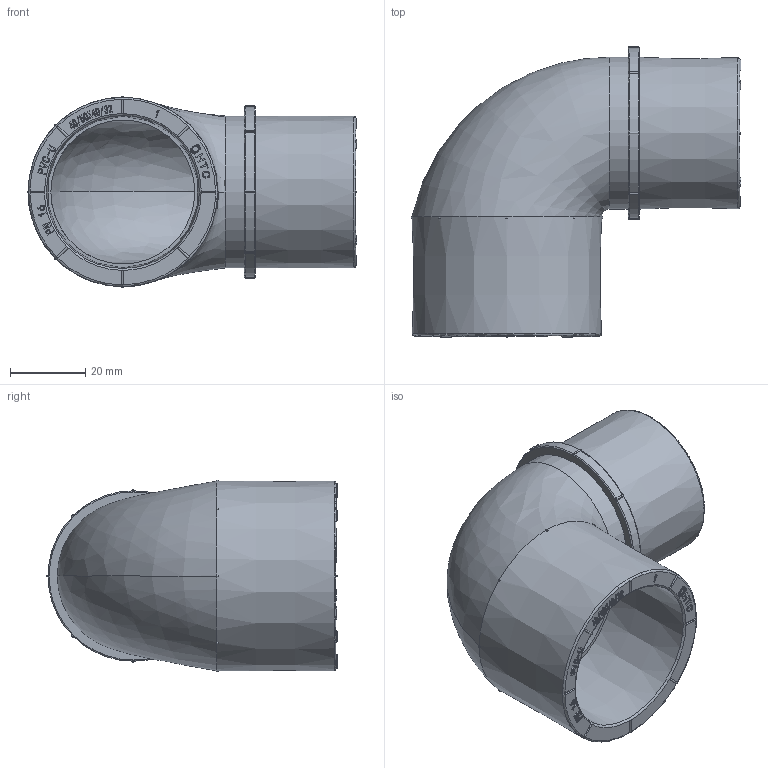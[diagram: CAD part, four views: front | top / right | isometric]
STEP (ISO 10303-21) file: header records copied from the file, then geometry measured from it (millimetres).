
FILE_DESCRIPTION(/* description */ (''),/* implementation_level */ '2;1');
FILE_NAME(/* name */ 'Z6G040032.stp',/* time_stamp */ '2025-04-08T16:20:37+08:00',/* author */ (''),/* organization */ (''),/* preprocessor_version */ 'ST-DEVELOPER v16.7',/* originating_system */ 'SIEMENS PLM Software NX 12.0',/* authorisation */ '');
FILE_SCHEMA (('AUTOMOTIVE_DESIGN { 1 0 10303 214 3 1 1 1 }'));
Length unit declared in the file: millimetre
Products named in the file (1): Admi1798C3ECdjsf
Bounding box: 87.59 x 77.03 x 50.85 mm (x, y, z)
Volume: 66420.6 mm3; surface area: 28084.3 mm2
Topology: 1 solids, 1 shells, 1229 faces, 3487 edges, 2282 vertices
Faces by surface type: plane 1074, cylinder 105, torus 20, sphere 16, extrusion 6, cone 4, bspline 4
Full cylindrical faces by diameter (mm): 1.5 x1, 1.9 x1, 30.15 x1, 38.19 x1, 40.3 x1
Entity records: 44394 total; most frequent: CARTESIAN_POINT 15046, ORIENTED_EDGE 6866, DIRECTION 4811, EDGE_CURVE 3433, VERTEX_POINT 2257, VECTOR 2143, LINE 2137, AXIS2_PLACEMENT_3D 1334
